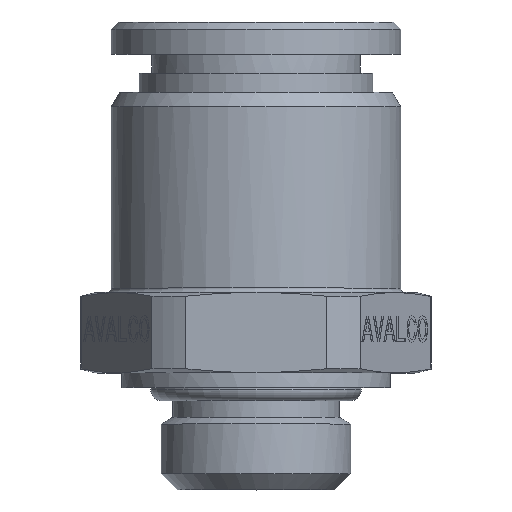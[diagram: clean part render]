
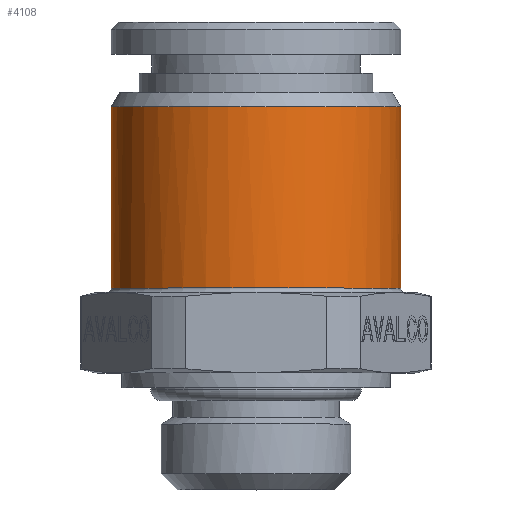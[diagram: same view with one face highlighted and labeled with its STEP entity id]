
A CAD part, top view. The second image highlights one B-rep face of the part: STEP entity #4108.
In plain terms, the highlighted cylindrical face has radius 9.9 mm (diameter 19.8 mm), a partial arc.
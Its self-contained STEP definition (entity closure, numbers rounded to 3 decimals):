
#3912=CARTESIAN_POINT('Vertex',(-9.9,13.8,0.)) ;
#3943=CARTESIAN_POINT('Vertex',(9.9,13.8,0.)) ;
#3963=CARTESIAN_POINT('Axis2P3D Location',(0.,13.8,0.)) ;
#3967=CARTESIAN_POINT('Vertex',(9.899,13.8,0.154)) ;
#3987=CARTESIAN_POINT('Axis2P3D Location',(0.,13.8,0.)) ;
#4052=CARTESIAN_POINT('Line Origine',(-9.9,12.815,0.)) ;
#4056=CARTESIAN_POINT('Vertex',(-9.9,26.2,0.)) ;
#4063=CARTESIAN_POINT('Vertex',(9.9,26.2,0.)) ;
#4066=CARTESIAN_POINT('Line Origine',(9.9,12.815,0.)) ;
#4079=CARTESIAN_POINT('Axis2P3D Location',(0.,12.815,0.)) ;
#4085=CARTESIAN_POINT('Control Point',(-9.9,26.2,0.)) ;
#4086=CARTESIAN_POINT('Control Point',(-9.9,26.2,1.555)) ;
#4087=CARTESIAN_POINT('Control Point',(-9.595,26.2,3.11)) ;
#4088=CARTESIAN_POINT('Control Point',(-8.984,26.2,4.585)) ;
#4089=CARTESIAN_POINT('Control Point',(-7.216,26.2,7.216)) ;
#4090=CARTESIAN_POINT('Control Point',(-4.585,26.2,8.984)) ;
#4091=CARTESIAN_POINT('Control Point',(-3.11,26.2,9.595)) ;
#4092=CARTESIAN_POINT('Control Point',(0.,26.2,10.205)) ;
#4093=CARTESIAN_POINT('Control Point',(3.11,26.2,9.595)) ;
#4094=CARTESIAN_POINT('Control Point',(4.585,26.2,8.984)) ;
#4095=CARTESIAN_POINT('Control Point',(7.216,26.2,7.216)) ;
#4096=CARTESIAN_POINT('Control Point',(8.984,26.2,4.585)) ;
#4097=CARTESIAN_POINT('Control Point',(9.595,26.2,3.11)) ;
#4098=CARTESIAN_POINT('Control Point',(9.9,26.2,1.555)) ;
#4099=CARTESIAN_POINT('Control Point',(9.9,26.2,0.)) ;
#3964=DIRECTION('Axis2P3D Direction',(0.,1.,0.)) ;
#3988=DIRECTION('Axis2P3D Direction',(0.,1.,0.)) ;
#4053=DIRECTION('Vector Direction',(0.,1.,0.)) ;
#4067=DIRECTION('Vector Direction',(0.,1.,0.)) ;
#4080=DIRECTION('Axis2P3D Direction',(-0.,1.,0.)) ;
#4081=DIRECTION('Axis2P3D XDirection',(-1.,0.,0.)) ;
#3965=AXIS2_PLACEMENT_3D('Circle Axis2P3D',#3963,#3964,$) ;
#3989=AXIS2_PLACEMENT_3D('Circle Axis2P3D',#3987,#3988,$) ;
#4082=AXIS2_PLACEMENT_3D('Cylinder Axis2P3D',#4079,#4080,#4081) ;
#4102=ORIENTED_EDGE('',*,*,#4070,.F.) ;
#4103=ORIENTED_EDGE('',*,*,#4100,.F.) ;
#4104=ORIENTED_EDGE('',*,*,#4058,.T.) ;
#4105=ORIENTED_EDGE('',*,*,#3991,.T.) ;
#4106=ORIENTED_EDGE('',*,*,#3969,.T.) ;
#4054=VECTOR('Line Direction',#4053,1.) ;
#4068=VECTOR('Line Direction',#4067,1.) ;
#4108=ADVANCED_FACE('PN511B-12G14',(#4107),#4083,.T.) ;
#4084=B_SPLINE_CURVE_WITH_KNOTS('',5,(#4085,#4086,#4087,#4088,#4089,#4090,#4091,#4092,#4093,#4094,#4095,#4096,#4097,#4098,#4099),.UNSPECIFIED.,.F.,.U.,(6,3,3,3,6),(-15.551,-7.775,0.,7.775,15.551),.UNSPECIFIED.) ;
#3966=CIRCLE('generated circle',#3965,9.9) ;
#3990=CIRCLE('generated circle',#3989,9.9) ;
#4083=CYLINDRICAL_SURFACE('generated cylinder',#4082,9.9) ;
#3969=EDGE_CURVE('',#3968,#3944,#3966,.T.) ;
#3991=EDGE_CURVE('',#3913,#3968,#3990,.T.) ;
#4058=EDGE_CURVE('',#4057,#3913,#4055,.F.) ;
#4070=EDGE_CURVE('',#4064,#3944,#4069,.F.) ;
#4100=EDGE_CURVE('',#4057,#4064,#4084,.T.) ;
#4101=EDGE_LOOP('',(#4102,#4103,#4104,#4105,#4106)) ;
#4107=FACE_OUTER_BOUND('',#4101,.T.) ;
#4055=LINE('Line',#4052,#4054) ;
#4069=LINE('Line',#4066,#4068) ;
#3913=VERTEX_POINT('',#3912) ;
#3944=VERTEX_POINT('',#3943) ;
#3968=VERTEX_POINT('',#3967) ;
#4057=VERTEX_POINT('',#4056) ;
#4064=VERTEX_POINT('',#4063) ;
